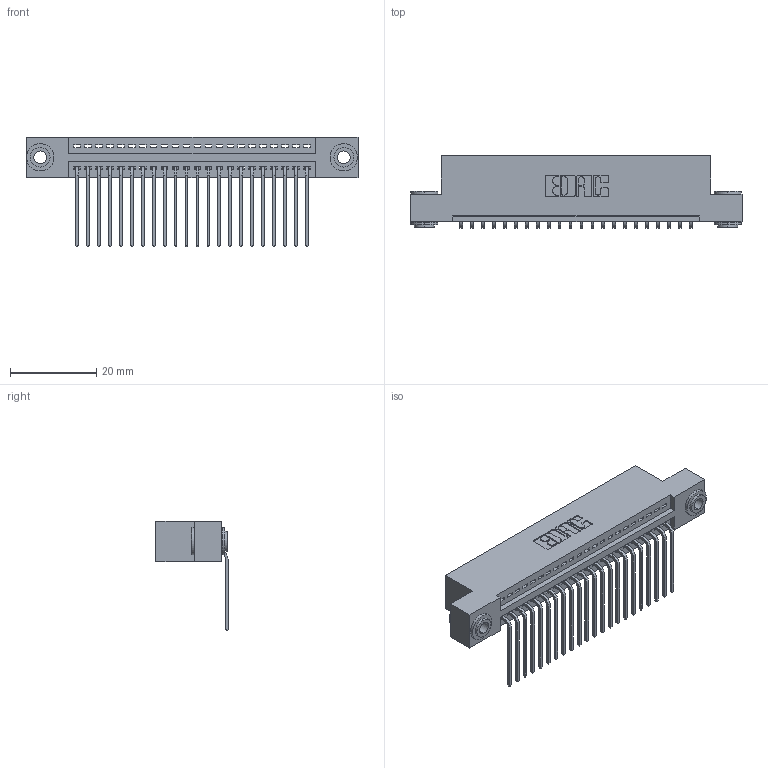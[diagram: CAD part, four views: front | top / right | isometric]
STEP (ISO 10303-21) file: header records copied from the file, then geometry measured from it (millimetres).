
FILE_DESCRIPTION (( 'STEP AP203' ), '1' );
FILE_NAME ('395-022-559-103.STEP', '2019-10-18T03:48:12', ( '' ), ( '' ), 'SwSTEP 2.0', 'SolidWorks 2016', '' );
FILE_SCHEMA (( 'CONFIG_CONTROL_DESIGN' ));
Length unit declared in the file: inch
Products named in the file (4): 395-022-559-103; 345-250-002_345-250-002-102; 345 Part_Flush Mounting Lugs - 0.156 Dia-TH; 345-292-001_558 559 Tail - 1
Assembly tree (25 placements, depth 2):
  395-022-559-103
    345 Part_Flush Mounting Lugs - 0.156 Dia-TH
    345-292-001_558 559 Tail - 1  x22
    345-250-002_345-250-002-102  x2
Bounding box: 77.09 x 16.75 x 25.53 mm (x, y, z)
Volume: 7250.9 mm3; surface area: 10009.1 mm2
Topology: 25 solids, 25 shells, 1484 faces, 4421 edges, 2914 vertices
Faces by surface type: plane 1014, cylinder 462, cone 8
Entity records: 19984 total; most frequent: CARTESIAN_POINT 3441, ORIENTED_EDGE 3390, DIRECTION 3065, EDGE_CURVE 1695, LINE 1451, VECTOR 1451, VERTEX_POINT 1126, AXIS2_PLACEMENT_3D 807
